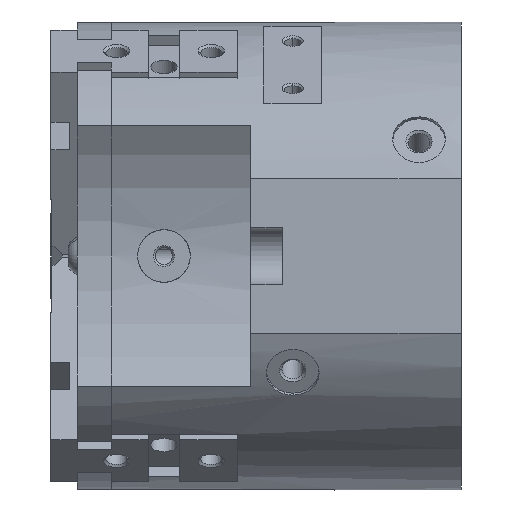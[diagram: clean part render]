
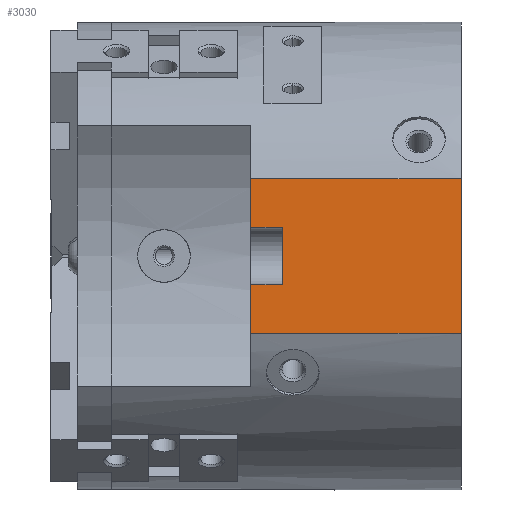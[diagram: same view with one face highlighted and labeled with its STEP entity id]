
A CAD part, left-side view. The second image highlights one B-rep face of the part: STEP entity #3030.
In plain terms, the highlighted planar face has unit normal (-1, 0, 0).
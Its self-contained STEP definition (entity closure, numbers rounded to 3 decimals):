
#2358 = EDGE_CURVE( '', #6936, #6294, #6983, .T. );
#2908 = EDGE_CURVE( '', #5072, #3966, #7593, .T. );
#2930 = EDGE_CURVE( '', #3052, #6936, #7619, .T. );
#3030 = ADVANCED_FACE( '', ( #7725 ), #7726, .T. );
#3052 = VERTEX_POINT( '', #7750 );
#3914 = EDGE_CURVE( '', #4968, #4230, #8716, .T. );
#3966 = VERTEX_POINT( '', #8776 );
#4230 = VERTEX_POINT( '', #9066 );
#4294 = EDGE_CURVE( '', #4230, #6134, #9137, .T. );
#4968 = VERTEX_POINT( '', #9881 );
#5072 = VERTEX_POINT( '', #9998 );
#5406 = EDGE_CURVE( '', #3052, #6134, #10365, .T. );
#6134 = VERTEX_POINT( '', #11184 );
#6294 = VERTEX_POINT( '', #11359 );
#6478 = EDGE_CURVE( '', #6294, #5072, #11552, .T. );
#6570 = EDGE_CURVE( '', #3966, #4968, #11652, .T. );
#6936 = VERTEX_POINT( '', #12065 );
#6983 = LINE( '', #12113, #12114 );
#7593 = LINE( '', #13049, #13050 );
#7619 = LINE( '', #13083, #13084 );
#7725 = FACE_OUTER_BOUND( '', #13348, .T. );
#7726 = PLANE( '', #13349 );
#7750 = CARTESIAN_POINT( '', ( -42., 0., -14.705 ) );
#8716 = LINE( '', #14812, #14813 );
#8776 = CARTESIAN_POINT( '', ( -42., 34., 5.5 ) );
#9066 = CARTESIAN_POINT( '', ( -42., 40., -5.5 ) );
#9137 = LINE( '', #15468, #15469 );
#9881 = CARTESIAN_POINT( '', ( -42., 34., -5.5 ) );
#9998 = CARTESIAN_POINT( '', ( -42., 40., 5.5 ) );
#10365 = LINE( '', #17486, #17487 );
#11184 = CARTESIAN_POINT( '', ( -42., 40., -14.705 ) );
#11359 = CARTESIAN_POINT( '', ( -42., 40., 14.705 ) );
#11552 = LINE( '', #19393, #19394 );
#11652 = LINE( '', #19532, #19533 );
#12065 = CARTESIAN_POINT( '', ( -42., 0., 14.705 ) );
#12113 = CARTESIAN_POINT( '', ( -42., 0., 14.705 ) );
#12114 = VECTOR( '', #20203, 1. );
#13049 = CARTESIAN_POINT( '', ( -42., 20., 5.5 ) );
#13050 = VECTOR( '', #20907, 1. );
#13083 = CARTESIAN_POINT( '', ( -42., 0., -14.705 ) );
#13084 = VECTOR( '', #20944, 1. );
#13348 = EDGE_LOOP( '', ( #21041, #21042, #21043, #21044, #21045, #21046, #21047, #21048 ) );
#13349 = AXIS2_PLACEMENT_3D( '', #21049, #21050, #21051 );
#14812 = CARTESIAN_POINT( '', ( -42., 20., -5.5 ) );
#14813 = VECTOR( '', #22223, 1. );
#15468 = CARTESIAN_POINT( '', ( -42., 40., 7.353 ) );
#15469 = VECTOR( '', #22686, 1. );
#17486 = CARTESIAN_POINT( '', ( -42., 0., -14.705 ) );
#17487 = VECTOR( '', #24026, 1. );
#19393 = CARTESIAN_POINT( '', ( -42., 40., 7.353 ) );
#19394 = VECTOR( '', #25367, 1. );
#19532 = CARTESIAN_POINT( '', ( -42., 34., 7.353 ) );
#19533 = VECTOR( '', #25459, 1. );
#20203 = DIRECTION( '', ( 0., 1., 0. ) );
#20907 = DIRECTION( '', ( 0., -1., 0. ) );
#20944 = DIRECTION( '', ( 0., 0., 1. ) );
#21041 = ORIENTED_EDGE( '', *, *, #3914, .T. );
#21042 = ORIENTED_EDGE( '', *, *, #4294, .T. );
#21043 = ORIENTED_EDGE( '', *, *, #5406, .F. );
#21044 = ORIENTED_EDGE( '', *, *, #2930, .T. );
#21045 = ORIENTED_EDGE( '', *, *, #2358, .T. );
#21046 = ORIENTED_EDGE( '', *, *, #6478, .T. );
#21047 = ORIENTED_EDGE( '', *, *, #2908, .T. );
#21048 = ORIENTED_EDGE( '', *, *, #6570, .T. );
#21049 = CARTESIAN_POINT( '', ( -42., 0., 14.705 ) );
#21050 = DIRECTION( '', ( -1., 0., 0. ) );
#21051 = DIRECTION( '', ( 0., 0., 1. ) );
#22223 = DIRECTION( '', ( 0., 1., 0. ) );
#22686 = DIRECTION( '', ( 0., 0., -1. ) );
#24026 = DIRECTION( '', ( 0., 1., 0. ) );
#25367 = DIRECTION( '', ( 0., 0., -1. ) );
#25459 = DIRECTION( '', ( 0., 0., -1. ) );
